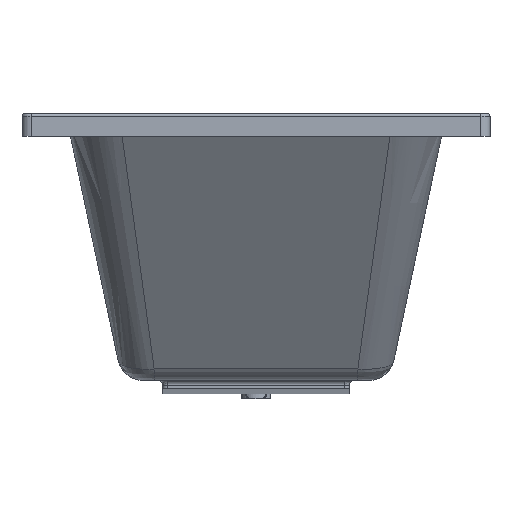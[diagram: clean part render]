
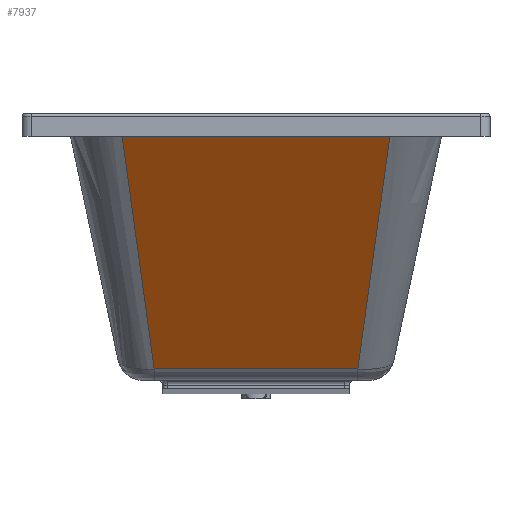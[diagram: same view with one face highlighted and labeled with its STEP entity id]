
A CAD part, left-side view. The second image highlights one B-rep face of the part: STEP entity #7937.
In plain terms, the highlighted planar face has unit normal (-0.829, 0, -0.559).
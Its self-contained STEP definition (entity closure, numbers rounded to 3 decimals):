
#3706=CARTESIAN_POINT('',(211.332,-140.336,-382.819));
#3707=VERTEX_POINT('',#3706);
#4251=CARTESIAN_POINT('',(211.332,-445.061,-382.819));
#4252=VERTEX_POINT('',#4251);
#4260=CARTESIAN_POINT('',(211.332,-445.061,-382.819));
#4261=DIRECTION('',(0.0,1.0,0.0));
#4262=VECTOR('',#4261,304.725);
#4263=LINE('',#4260,#4262);
#4264=EDGE_CURVE('',#4252,#3707,#4263,.T.);
#7907=CARTESIAN_POINT('',(-47.071,-497.699,0.0));
#7908=DIRECTION('',(-0.829,0.,-0.559));
#7909=DIRECTION('',(-0.559,0.0,0.829));
#7910=AXIS2_PLACEMENT_3D('',#7907,#7908,#7909);
#7911=PLANE('',#7910);
#7912=ORIENTED_EDGE('',*,*,#4264,.F.);
#7913=CARTESIAN_POINT('',(-40.581,-496.377,-9.615));
#7914=VERTEX_POINT('',#7913);
#7915=CARTESIAN_POINT('',(-40.581,-496.377,-9.615));
#7916=DIRECTION('',(0.556,0.113,-0.824));
#7917=VECTOR('',#7916,453.183);
#7918=LINE('',#7915,#7917);
#7919=EDGE_CURVE('',#7914,#4252,#7918,.T.);
#7920=ORIENTED_EDGE('',*,*,#7919,.F.);
#7921=CARTESIAN_POINT('',(-40.581,-89.021,-9.615));
#7922=VERTEX_POINT('',#7921);
#7923=CARTESIAN_POINT('',(-40.581,-496.377,-9.615));
#7924=DIRECTION('',(0.0,1.0,0.0));
#7925=VECTOR('',#7924,407.356);
#7926=LINE('',#7923,#7925);
#7927=EDGE_CURVE('',#7914,#7922,#7926,.T.);
#7928=ORIENTED_EDGE('',*,*,#7927,.T.);
#7929=CARTESIAN_POINT('',(-40.581,-89.021,-9.615));
#7930=DIRECTION('',(0.556,-0.113,-0.824));
#7931=VECTOR('',#7930,453.183);
#7932=LINE('',#7929,#7931);
#7933=EDGE_CURVE('',#7922,#3707,#7932,.T.);
#7934=ORIENTED_EDGE('',*,*,#7933,.T.);
#7935=EDGE_LOOP('',(#7912,#7920,#7928,#7934));
#7936=FACE_OUTER_BOUND('',#7935,.T.);
#7937=ADVANCED_FACE('',(#7936),#7911,.T.);
